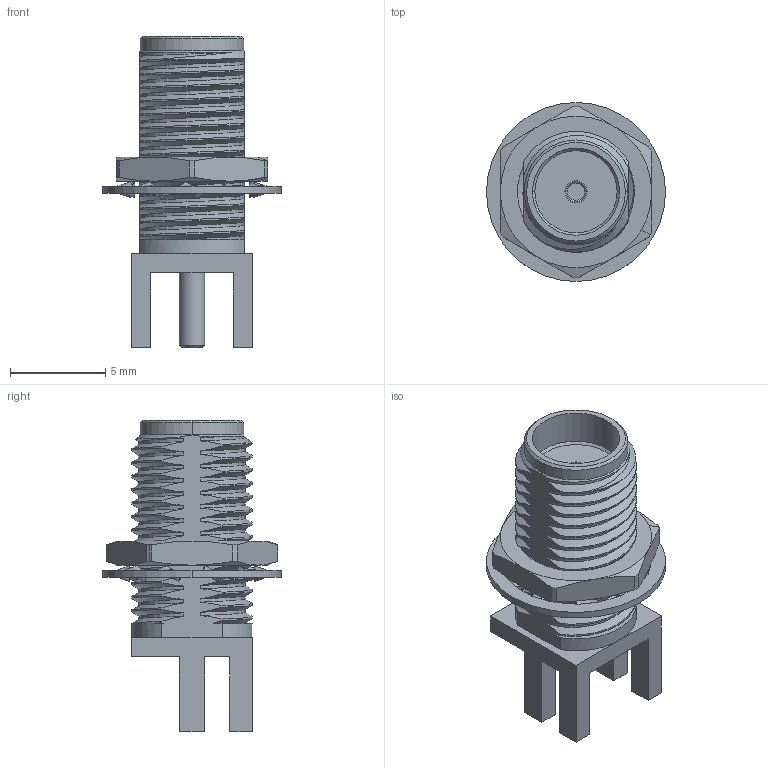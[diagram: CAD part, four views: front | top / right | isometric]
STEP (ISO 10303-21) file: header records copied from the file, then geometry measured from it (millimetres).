
FILE_DESCRIPTION (( 'STEP AP214' ), '1' );
FILE_NAME ('SC8438_3D.STEP', '2022-10-05T21:51:37', ( '' ), ( '' ), 'SwSTEP 2.0', 'SolidWorks 2021', '' );
FILE_SCHEMA (( 'AUTOMOTIVE_DESIGN' ));
Length unit declared in the file: inch
Products named in the file (1): SC8438_3D
Bounding box: 9.4 x 9.4 x 16.36 mm (x, y, z)
Volume: 380.4 mm3; surface area: 720.7 mm2
Topology: 3 solids, 3 shells, 280 faces, 823 edges, 554 vertices
Faces by surface type: bspline 131, cylinder 65, plane 54, cone 30
Entity records: 42798 total; most frequent: CARTESIAN_POINT 36665, ORIENTED_EDGE 1646, EDGE_CURVE 823, DIRECTION 811, VERTEX_POINT 554, EDGE_LOOP 289, FACE_OUTER_BOUND 280, ADVANCED_FACE 280
